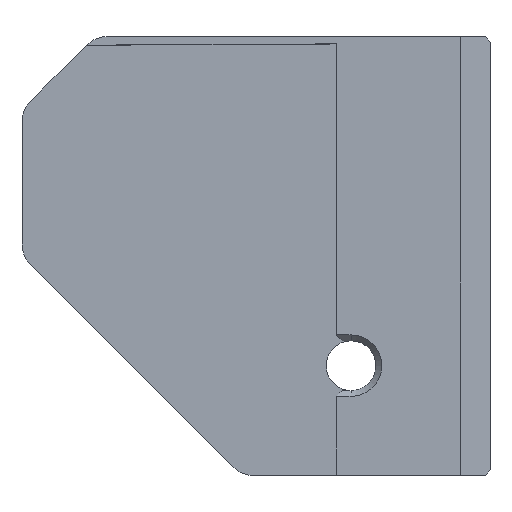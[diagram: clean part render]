
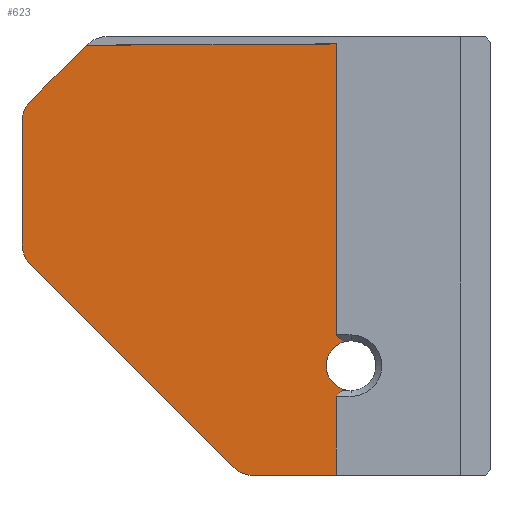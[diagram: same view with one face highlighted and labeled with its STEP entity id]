
A CAD part, top view. The second image highlights one B-rep face of the part: STEP entity #623.
In plain terms, the highlighted planar face has unit normal (0, 0, 1).
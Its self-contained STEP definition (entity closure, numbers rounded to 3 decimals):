
#27=CIRCLE('',#675,2.);
#28=CIRCLE('',#676,2.);
#29=CIRCLE('',#677,2.);
#30=CIRCLE('',#678,1.7);
#46=FACE_OUTER_BOUND('',#83,.T.);
#83=EDGE_LOOP('',(#421,#422,#423,#424,#425,#426,#427,#428,#429,#430,#431,
#432,#433,#434,#435));
#119=LINE('',#914,#193);
#123=LINE('',#922,#197);
#126=LINE('',#928,#200);
#127=LINE('',#932,#201);
#128=LINE('',#936,#202);
#129=LINE('',#940,#203);
#130=LINE('',#942,#204);
#131=LINE('',#944,#205);
#132=LINE('',#946,#206);
#133=LINE('',#950,#207);
#134=LINE('',#951,#208);
#193=VECTOR('',#730,10.);
#197=VECTOR('',#736,1000.);
#200=VECTOR('',#741,1000.);
#201=VECTOR('',#744,1000.);
#202=VECTOR('',#747,1000.);
#203=VECTOR('',#750,1000.);
#204=VECTOR('',#751,1000.);
#205=VECTOR('',#752,1000.);
#206=VECTOR('',#753,1000.);
#207=VECTOR('',#756,1000.);
#208=VECTOR('',#757,1000.);
#267=VERTEX_POINT('',#912);
#268=VERTEX_POINT('',#913);
#271=VERTEX_POINT('',#921);
#273=VERTEX_POINT('',#927);
#274=VERTEX_POINT('',#929);
#275=VERTEX_POINT('',#931);
#276=VERTEX_POINT('',#933);
#277=VERTEX_POINT('',#935);
#278=VERTEX_POINT('',#937);
#279=VERTEX_POINT('',#939);
#280=VERTEX_POINT('',#941);
#281=VERTEX_POINT('',#943);
#282=VERTEX_POINT('',#945);
#283=VERTEX_POINT('',#947);
#284=VERTEX_POINT('',#949);
#322=EDGE_CURVE('',#267,#268,#119,.T.);
#326=EDGE_CURVE('',#271,#267,#123,.T.);
#329=EDGE_CURVE('',#273,#268,#126,.T.);
#330=EDGE_CURVE('',#274,#273,#27,.T.);
#331=EDGE_CURVE('',#274,#275,#127,.T.);
#332=EDGE_CURVE('',#276,#275,#28,.T.);
#333=EDGE_CURVE('',#277,#276,#128,.T.);
#334=EDGE_CURVE('',#277,#278,#29,.T.);
#335=EDGE_CURVE('',#279,#278,#129,.T.);
#336=EDGE_CURVE('',#279,#280,#130,.T.);
#337=EDGE_CURVE('',#280,#281,#131,.T.);
#338=EDGE_CURVE('',#281,#282,#132,.T.);
#339=EDGE_CURVE('',#282,#283,#30,.T.);
#340=EDGE_CURVE('',#283,#284,#133,.T.);
#341=EDGE_CURVE('',#284,#271,#134,.T.);
#421=ORIENTED_EDGE('',*,*,#322,.T.);
#422=ORIENTED_EDGE('',*,*,#329,.F.);
#423=ORIENTED_EDGE('',*,*,#330,.F.);
#424=ORIENTED_EDGE('',*,*,#331,.T.);
#425=ORIENTED_EDGE('',*,*,#332,.F.);
#426=ORIENTED_EDGE('',*,*,#333,.F.);
#427=ORIENTED_EDGE('',*,*,#334,.T.);
#428=ORIENTED_EDGE('',*,*,#335,.F.);
#429=ORIENTED_EDGE('',*,*,#336,.T.);
#430=ORIENTED_EDGE('',*,*,#337,.T.);
#431=ORIENTED_EDGE('',*,*,#338,.T.);
#432=ORIENTED_EDGE('',*,*,#339,.T.);
#433=ORIENTED_EDGE('',*,*,#340,.T.);
#434=ORIENTED_EDGE('',*,*,#341,.T.);
#435=ORIENTED_EDGE('',*,*,#326,.T.);
#597=PLANE('',#674);
#623=ADVANCED_FACE('',(#46),#597,.F.);
#674=AXIS2_PLACEMENT_3D('',#926,#739,#740);
#675=AXIS2_PLACEMENT_3D('',#930,#742,#743);
#676=AXIS2_PLACEMENT_3D('',#934,#745,#746);
#677=AXIS2_PLACEMENT_3D('',#938,#748,#749);
#678=AXIS2_PLACEMENT_3D('',#948,#754,#755);
#730=DIRECTION('',(-1.,-0.005,0.));
#736=DIRECTION('',(0.,1.,0.));
#739=DIRECTION('center_axis',(0.,0.,-1.));
#740=DIRECTION('ref_axis',(1.,0.,0.));
#741=DIRECTION('',(0.707,0.707,0.));
#742=DIRECTION('center_axis',(0.,0.,-1.));
#743=DIRECTION('ref_axis',(1.,0.,0.));
#744=DIRECTION('',(0.,-1.,0.));
#745=DIRECTION('center_axis',(0.,0.,-1.));
#746=DIRECTION('ref_axis',(1.,0.,0.));
#747=DIRECTION('',(-0.707,0.707,0.));
#748=DIRECTION('center_axis',(0.,0.,1.));
#749=DIRECTION('ref_axis',(1.,0.,0.));
#750=DIRECTION('',(-1.,0.,0.));
#751=DIRECTION('',(0.,1.,0.));
#752=DIRECTION('',(0.707,0.707,0.));
#753=DIRECTION('',(1.,0.,0.));
#754=DIRECTION('center_axis',(0.,0.,-1.));
#755=DIRECTION('ref_axis',(1.,0.,0.));
#756=DIRECTION('',(-1.,0.,0.));
#757=DIRECTION('',(-0.707,0.707,0.));
#912=CARTESIAN_POINT('',(-8.5,62.5,-7.));
#913=CARTESIAN_POINT('',(-25.586,62.414,-7.));
#914=CARTESIAN_POINT('',(-20.274,62.441,-7.));
#921=CARTESIAN_POINT('',(-8.5,42.6,-7.));
#922=CARTESIAN_POINT('',(-8.5,67.,-7.));
#926=CARTESIAN_POINT('Origin',(-15.,70.159,-7.));
#927=CARTESIAN_POINT('',(-29.414,58.586,-7.));
#928=CARTESIAN_POINT('',(-30.,58.,-7.));
#929=CARTESIAN_POINT('',(-30.,57.172,-7.));
#930=CARTESIAN_POINT('Origin',(-28.,57.172,-7.));
#931=CARTESIAN_POINT('',(-30.,48.828,-7.));
#932=CARTESIAN_POINT('',(-30.,70.159,-7.));
#933=CARTESIAN_POINT('',(-29.414,47.414,-7.));
#934=CARTESIAN_POINT('Origin',(-28.,48.828,-7.));
#935=CARTESIAN_POINT('',(-15.586,33.586,-7.));
#936=CARTESIAN_POINT('',(-30.,48.,-7.));
#937=CARTESIAN_POINT('',(-14.172,33.,-7.));
#938=CARTESIAN_POINT('Origin',(-14.172,35.,-7.));
#939=CARTESIAN_POINT('',(-8.5,33.,-7.));
#940=CARTESIAN_POINT('',(4.,33.,-7.));
#941=CARTESIAN_POINT('',(-8.5,38.4,-7.));
#942=CARTESIAN_POINT('',(-8.5,67.,-7.));
#943=CARTESIAN_POINT('',(-8.1,38.8,-7.));
#944=CARTESIAN_POINT('',(4.129,51.029,-7.));
#945=CARTESIAN_POINT('',(-7.5,38.8,-7.));
#946=CARTESIAN_POINT('',(-7.5,38.8,-7.));
#947=CARTESIAN_POINT('',(-7.5,42.2,-7.));
#948=CARTESIAN_POINT('Origin',(-7.5,40.5,-7.));
#949=CARTESIAN_POINT('',(-8.1,42.2,-7.));
#950=CARTESIAN_POINT('',(-7.5,42.2,-7.));
#951=CARTESIAN_POINT('',(-25.529,59.629,-7.));
